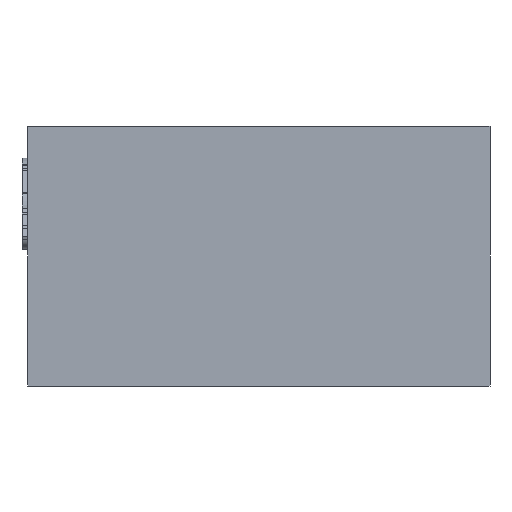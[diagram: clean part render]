
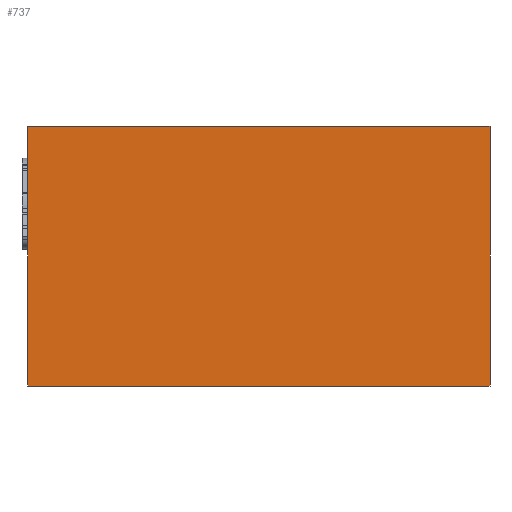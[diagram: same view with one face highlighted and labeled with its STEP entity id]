
A CAD part, front view. The second image highlights one B-rep face of the part: STEP entity #737.
In plain terms, the highlighted free-form (B-spline) face has degree [1, 1] with [2, 2] control points.
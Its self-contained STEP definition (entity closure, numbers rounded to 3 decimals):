
#688 = VERTEX_POINT('',#689);
#689 = CARTESIAN_POINT('',(0.405,-0.81,0.45));
#722 = VERTEX_POINT('',#723);
#723 = CARTESIAN_POINT('',(-0.395,-0.81,0.45));
#728 = EDGE_CURVE('',#688,#722,#729,.T.);
#729 = B_SPLINE_CURVE_WITH_KNOTS('',1,(#730,#731),.UNSPECIFIED.,.F.,.F.,
  (2,2),(0.,0.8),.PIECEWISE_BEZIER_KNOTS.);
#730 = CARTESIAN_POINT('',(0.405,-0.81,0.45));
#731 = CARTESIAN_POINT('',(-0.395,-0.81,0.45));
#737 = ADVANCED_FACE('',(#738),#760,.F.);
#738 = FACE_BOUND('',#739,.T.);
#739 = EDGE_LOOP('',(#740,#747,#754,#759));
#740 = ORIENTED_EDGE('',*,*,#741,.T.);
#741 = EDGE_CURVE('',#722,#742,#744,.T.);
#742 = VERTEX_POINT('',#743);
#743 = CARTESIAN_POINT('',(-0.395,-0.81,0.));
#744 = B_SPLINE_CURVE_WITH_KNOTS('',1,(#745,#746),.UNSPECIFIED.,.F.,.F.,
  (2,2),(-0.01,0.44),.PIECEWISE_BEZIER_KNOTS.);
#745 = CARTESIAN_POINT('',(-0.395,-0.81,0.45));
#746 = CARTESIAN_POINT('',(-0.395,-0.81,0.));
#747 = ORIENTED_EDGE('',*,*,#748,.F.);
#748 = EDGE_CURVE('',#749,#742,#751,.T.);
#749 = VERTEX_POINT('',#750);
#750 = CARTESIAN_POINT('',(0.405,-0.81,0.));
#751 = B_SPLINE_CURVE_WITH_KNOTS('',1,(#752,#753),.UNSPECIFIED.,.F.,.F.,
  (2,2),(0.,0.8),.PIECEWISE_BEZIER_KNOTS.);
#752 = CARTESIAN_POINT('',(0.405,-0.81,0.));
#753 = CARTESIAN_POINT('',(-0.395,-0.81,0.));
#754 = ORIENTED_EDGE('',*,*,#755,.F.);
#755 = EDGE_CURVE('',#688,#749,#756,.T.);
#756 = B_SPLINE_CURVE_WITH_KNOTS('',1,(#757,#758),.UNSPECIFIED.,.F.,.F.,
  (2,2),(-0.01,0.44),.PIECEWISE_BEZIER_KNOTS.);
#757 = CARTESIAN_POINT('',(0.405,-0.81,0.45));
#758 = CARTESIAN_POINT('',(0.405,-0.81,0.));
#759 = ORIENTED_EDGE('',*,*,#728,.T.);
#760 = B_SPLINE_SURFACE_WITH_KNOTS('',1,1,(
    (#761,#762)
    ,(#763,#764
    )),.UNSPECIFIED.,.F.,.F.,.F.,(2,2),(2,2),(0.,0.8),(-0.44,0.01),
  .PIECEWISE_BEZIER_KNOTS.);
#761 = CARTESIAN_POINT('',(0.405,-0.81,0.));
#762 = CARTESIAN_POINT('',(0.405,-0.81,0.45));
#763 = CARTESIAN_POINT('',(-0.395,-0.81,0.));
#764 = CARTESIAN_POINT('',(-0.395,-0.81,0.45));
